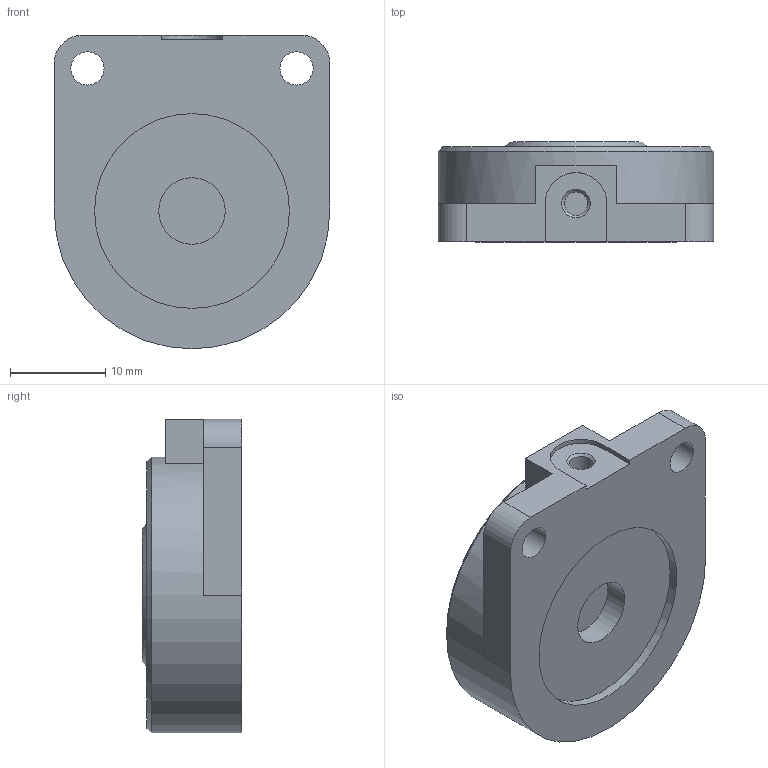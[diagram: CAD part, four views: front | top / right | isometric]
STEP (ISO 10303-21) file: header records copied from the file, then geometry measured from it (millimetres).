
FILE_DESCRIPTION(/* description */ ('STEP AP214'),/* implementation_level */ '2;1');
FILE_NAME(/* name */ '150682_EV-16-4',/* time_stamp */ '2024-08-21T07:53:55+02:00',/* author */ ('License CC BY-ND 4.0'),/* organization */ ('CADENAS'),/* preprocessor_version */ 'ST-DEVELOPER v19.3',/* originating_system */ 'PARTsolutions',/* authorisation */ ' ');
FILE_SCHEMA (('AUTOMOTIVE_DESIGN {1 0 10303 214 3 1 1}'));
Length unit declared in the file: millimetre
Products named in the file (3): 150682 EV-16-4---(0); 150682 EV-16-4_1; 150682 EV-16-4_2
Assembly tree (2 placements, depth 2):
  150682 EV-16-4---(0)
    150682 EV-16-4_1
    150682 EV-16-4_2
Bounding box: 29 x 10.5 x 33 mm (x, y, z)
Volume: 6852.7 mm3; surface area: 4059.9 mm2
Topology: 2 solids, 2 shells, 39 faces, 80 edges, 52 vertices
Faces by surface type: plane 22, cylinder 14, cone 3
Full cylindrical faces by diameter (mm): 2 x1, 2.459 x1, 3.5 x2, 7 x1, 15 x2, 17 x2, 20.5 x1, 29 x1
Entity records: 1050 total; most frequent: DIRECTION 184, CARTESIAN_POINT 160, ORIENTED_EDGE 132, AXIS2_PLACEMENT_3D 76, EDGE_CURVE 66, EDGE_LOOP 64, FACE_BOUND 64, VERTEX_POINT 52
